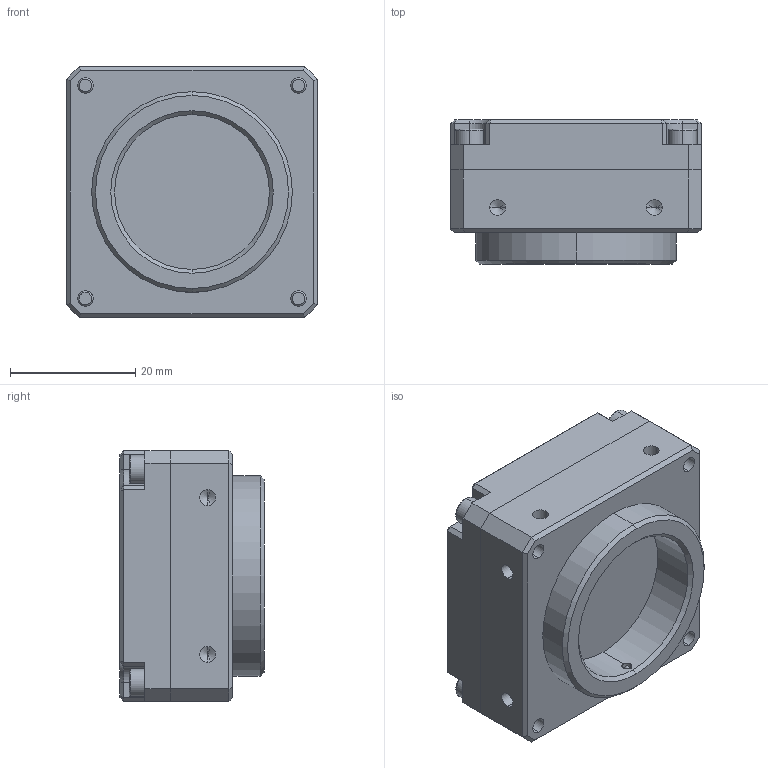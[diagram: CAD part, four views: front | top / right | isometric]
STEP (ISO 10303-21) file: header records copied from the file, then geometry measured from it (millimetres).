
FILE_DESCRIPTION (( 'STEP AP214' ), '1' );
FILE_NAME ('LP0242-usb_cam.STEP', '2015-10-31T19:07:38', ( 'zveris' ), ( '' ), 'SwSTEP 2.0', 'SolidWorks 2015', '' );
FILE_SCHEMA (( 'AUTOMOTIVE_DESIGN' ));
Length unit declared in the file: millimetre
Products named in the file (12): CAPC1005X56N_EIA_0402_1; J1_1; c-1734753-1-a-3d_1; U1_1; AR0330_1; LP0262-P0001; LP0262-P0002; LP0242-usb_cam; socket head cap screw 4762_din_ISO 4762 M2.5 x 10 --- 10N; socket set screw cone point_din_DIN 914 - M2 x 3-N; revB_miniUSB1; C7_1
Assembly tree (14 placements, depth 4):
  LP0242-usb_cam
    LP0262-P0002
    LP0262-P0001
    revB_miniUSB1
      U1_1
        AR0330_1
      J1_1
        c-1734753-1-a-3d_1
      C7_1
        CAPC1005X56N_EIA_0402_1
    socket set screw cone point_din_DIN 914 - M2 x 3-N
    socket head cap screw 4762_din_ISO 4762 M2.5 x 10 --- 10N  x4
Bounding box: 40 x 23 x 40 mm (x, y, z)
Volume: 27120.4 mm3; surface area: 12711.5 mm2
Topology: 10 solids, 10 shells, 909 faces, 2344 edges, 1269 vertices
Faces by surface type: plane 363, cylinder 318, bspline 130, cone 74, torus 16, sphere 8
Entity records: 31141 total; most frequent: CARTESIAN_POINT 6204, DIRECTION 3878, ORIENTED_EDGE 3736, EDGE_CURVE 1868, AXIS2_PLACEMENT_3D 1380, VERTEX_POINT 1162, LINE 1118, VECTOR 1118
